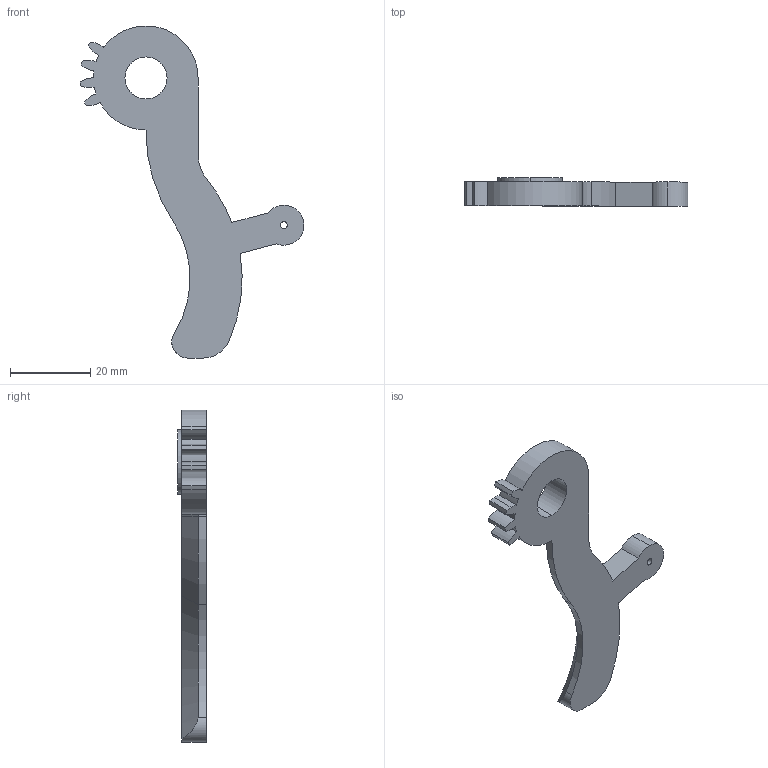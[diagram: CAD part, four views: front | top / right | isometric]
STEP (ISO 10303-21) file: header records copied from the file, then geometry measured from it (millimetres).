
FILE_DESCRIPTION (( 'STEP AP203' ), '1' );
FILE_NAME ('ACE D4 GRIPPER ARM LH REV 1.STEP', '2023-03-11T19:16:36', ( '' ), ( '' ), 'SwSTEP 2.0', 'SolidWorks 2020', '' );
FILE_SCHEMA (( 'CONFIG_CONTROL_DESIGN' ));
Length unit declared in the file: millimetre
Products named in the file (1): ACE D4 GRIPPER ARM LH REV 1
Bounding box: 55.91 x 7 x 82.89 mm (x, y, z)
Volume: 8142.1 mm3; surface area: 4578.9 mm2
Topology: 1 solids, 1 shells, 49 faces, 135 edges, 89 vertices
Faces by surface type: cylinder 36, plane 11, cone 2
Entity records: 1700 total; most frequent: DIRECTION 306, CARTESIAN_POINT 296, ORIENTED_EDGE 270, EDGE_CURVE 135, AXIS2_PLACEMENT_3D 123, VERTEX_POINT 89, CIRCLE 73, LINE 60
